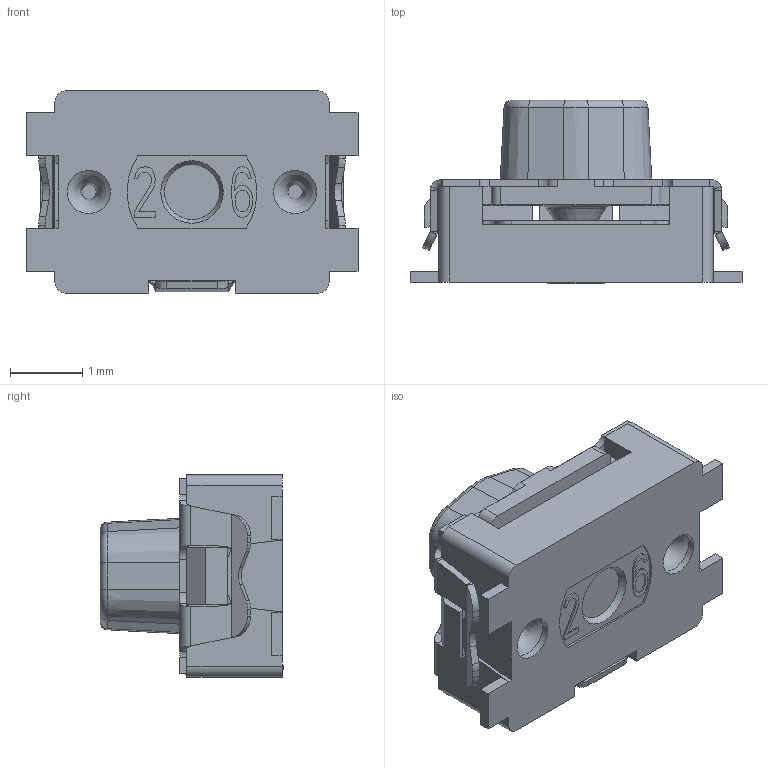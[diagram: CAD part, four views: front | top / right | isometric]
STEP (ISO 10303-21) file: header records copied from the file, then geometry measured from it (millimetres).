
FILE_DESCRIPTION(('FreeCAD Model'),'2;1');
FILE_NAME('Open CASCADE Shape Model','2021-01-09T15:38:51',('Author'),( ''),'Open CASCADE STEP processor 7.3','FreeCAD','Unknown');
FILE_SCHEMA(('AUTOMOTIVE_DESIGN { 1 0 10303 214 1 1 1 1 }'));
Length unit declared in the file: millimetre
Products named in the file (1): 1
Bounding box: 4.6 x 2.54 x 2.8 mm (x, y, z)
Volume: 15.6 mm3; surface area: 81.5 mm2
Topology: 1 solids, 1 shells, 375 faces, 1043 edges, 672 vertices
Faces by surface type: plane 252, cylinder 88, bspline 18, torus 9, cone 8
Full cylindrical faces by diameter (mm): 0.6 x2
Entity records: 29281 total; most frequent: CARTESIAN_POINT 8075, DIRECTION 3748, LINE 2558, VECTOR 2558, ORIENTED_EDGE 2086, PCURVE 2086, DEFINITIONAL_REPRESENTATION 2086, EDGE_CURVE 1043
